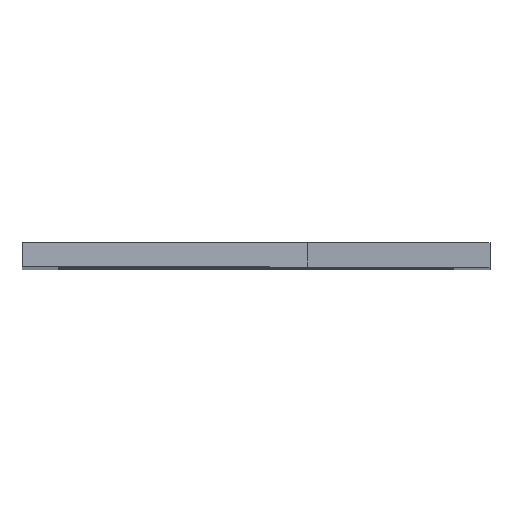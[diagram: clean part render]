
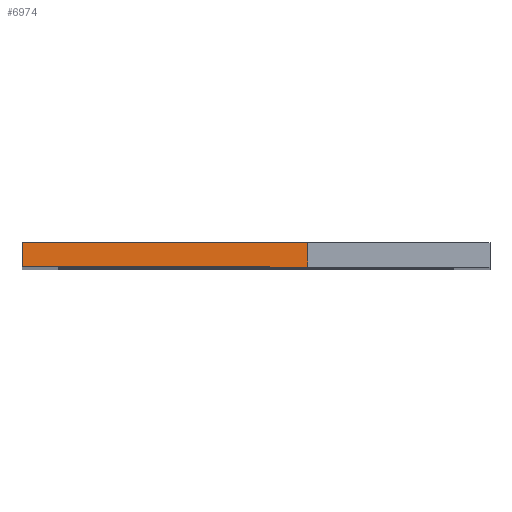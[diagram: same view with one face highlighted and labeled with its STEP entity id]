
A CAD part, top view. The second image highlights one B-rep face of the part: STEP entity #6974.
In plain terms, the highlighted planar face has unit normal (0.707, 0, 0.707).
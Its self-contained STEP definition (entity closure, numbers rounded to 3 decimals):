
#881=DIRECTION('',(0.707,0.,-0.707));
#882=VECTOR('',#881,66.468);
#883=CARTESIAN_POINT('',(-47.,-2.,47.));
#884=LINE('',#883,#882);
#1781=DIRECTION('',(0.707,0.,-0.707));
#1782=VECTOR('',#1781,66.468);
#1783=CARTESIAN_POINT('',(-47.,2.,47.));
#1784=LINE('',#1783,#1782);
#2581=DIRECTION('',(0.,1.,0.));
#2582=VECTOR('',#2581,4.);
#2583=CARTESIAN_POINT('',(0.,-2.,0.));
#2584=LINE('',#2583,#2582);
#2585=DIRECTION('',(0.,1.,0.));
#2586=VECTOR('',#2585,4.);
#2587=CARTESIAN_POINT('',(-47.,-2.,47.));
#2588=LINE('',#2587,#2586);
#2593=CARTESIAN_POINT('',(-47.,-2.,47.));
#2594=CARTESIAN_POINT('',(0.,-2.,0.));
#2595=VERTEX_POINT('',#2593);
#2596=VERTEX_POINT('',#2594);
#2599=CARTESIAN_POINT('',(-47.,2.,47.));
#2600=CARTESIAN_POINT('',(0.,2.,0.));
#2601=VERTEX_POINT('',#2599);
#2602=VERTEX_POINT('',#2600);
#6962=CARTESIAN_POINT('',(-47.,-2.,47.));
#6963=DIRECTION('',(0.707,0.,0.707));
#6964=DIRECTION('',(0.707,0.,-0.707));
#6965=AXIS2_PLACEMENT_3D('',#6962,#6963,#6964);
#6966=PLANE('',#6965);
#6967=ORIENTED_EDGE('',*,*,#3410,.F.);
#6969=ORIENTED_EDGE('',*,*,#6968,.T.);
#6970=ORIENTED_EDGE('',*,*,#3997,.T.);
#6971=ORIENTED_EDGE('',*,*,#6955,.F.);
#6972=EDGE_LOOP('',(#6967,#6969,#6970,#6971));
#6973=FACE_OUTER_BOUND('',#6972,.F.);
#6974=ADVANCED_FACE('',(#6973),#6966,.T.);
#3410=EDGE_CURVE('',#2595,#2596,#884,.T.);
#3997=EDGE_CURVE('',#2601,#2602,#1784,.T.);
#6955=EDGE_CURVE('',#2596,#2602,#2584,.T.);
#6968=EDGE_CURVE('',#2595,#2601,#2588,.T.);
